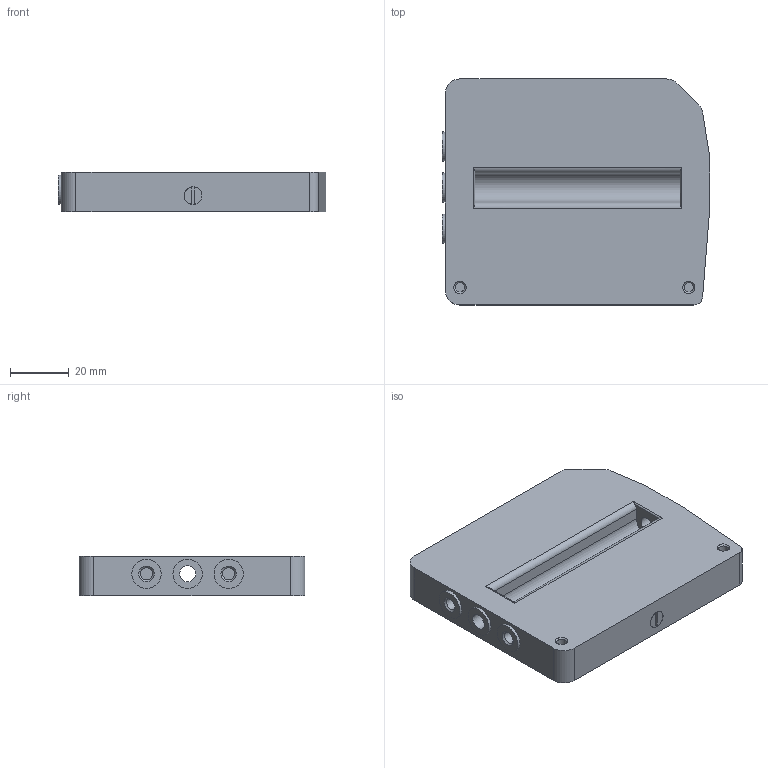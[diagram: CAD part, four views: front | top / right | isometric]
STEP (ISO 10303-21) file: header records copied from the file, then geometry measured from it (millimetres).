
FILE_DESCRIPTION((''),'2;1');
FILE_NAME('2312_00.ipt.stp','2006-06-12T18:23:12',(''),(''),'Autodesk Inventor 11','Autodesk Inventor 11','');
FILE_SCHEMA(('AUTOMOTIVE_DESIGN { 1 0 10303 214 1 1 1 1 }'));
Length unit declared in the file: millimetre
Products named in the file (1): 2312_00
Bounding box: 91.1 x 77 x 13.5 mm (x, y, z)
Volume: 82314.7 mm3; surface area: 20412.2 mm2
Topology: 1 solids, 1 shells, 72 faces, 169 edges, 112 vertices
Faces by surface type: plane 38, cylinder 22, bspline 12
Full cylindrical faces by diameter (mm): 5 x2, 5.5 x2, 6 x2, 10 x3
Entity records: 2117 total; most frequent: CARTESIAN_POINT 513, DIRECTION 324, ORIENTED_EDGE 296, EDGE_CURVE 148, AXIS2_PLACEMENT_3D 119, VERTEX_POINT 108, EDGE_LOOP 106, VECTOR 86
